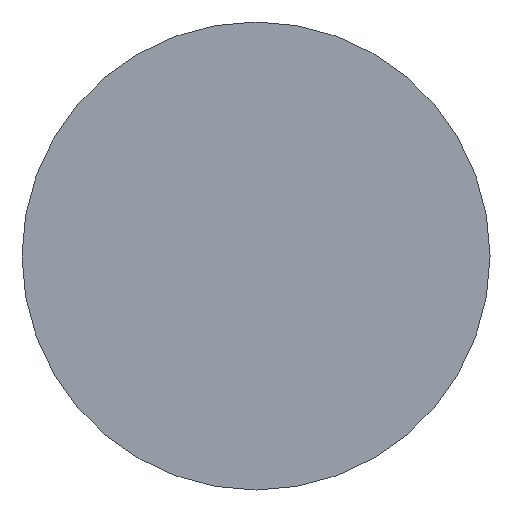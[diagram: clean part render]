
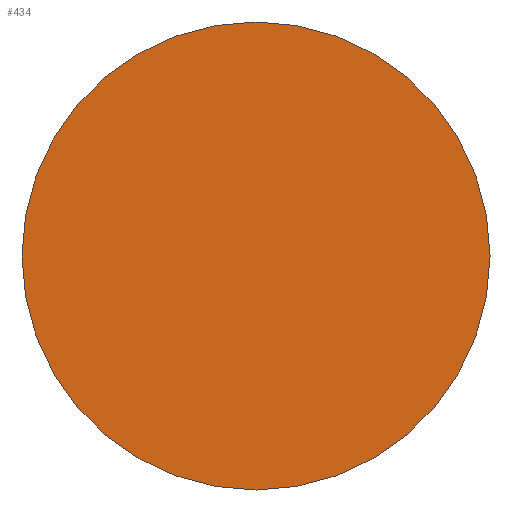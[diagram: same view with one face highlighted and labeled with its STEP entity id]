
A CAD part, front view. The second image highlights one B-rep face of the part: STEP entity #434.
In plain terms, the highlighted planar face has unit normal (0, -1, 0).
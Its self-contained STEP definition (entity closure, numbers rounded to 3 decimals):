
#1 = AXIS2_PLACEMENT_3D ( 'NONE', #595, #596, #1145 ) ;
#115 = DIRECTION ( 'NONE',  ( 1., 0., 0. ) ) ;
#151 = FACE_OUTER_BOUND ( 'NONE', #1014, .T. ) ;
#157 = VERTEX_POINT ( 'NONE', #1005 ) ;
#318 = CARTESIAN_POINT ( 'NONE',  ( 0., 0., 0. ) ) ;
#326 = CARTESIAN_POINT ( 'NONE',  ( 0., 0., -20. ) ) ;
#370 = PLANE ( 'NONE',  #781 ) ;
#422 = CIRCLE ( 'NONE', #1, 20. ) ;
#434 = ADVANCED_FACE ( 'NONE', ( #151 ), #370, .T. ) ;
#464 = CARTESIAN_POINT ( 'NONE',  ( -20.24, 0., -20.24 ) ) ;
#466 = EDGE_CURVE ( 'NONE', #693, #157, #422, .T. ) ;
#484 = DIRECTION ( 'NONE',  ( 0., -1., 0. ) ) ;
#595 = CARTESIAN_POINT ( 'NONE',  ( 0., 0., 0. ) ) ;
#596 = DIRECTION ( 'NONE',  ( 0., -1., 0. ) ) ;
#693 = VERTEX_POINT ( 'NONE', #326 ) ;
#709 = ORIENTED_EDGE ( 'NONE', *, *, #840, .T. ) ;
#750 = CIRCLE ( 'NONE', #989, 20. ) ;
#781 = AXIS2_PLACEMENT_3D ( 'NONE', #464, #484, #115 ) ;
#815 = DIRECTION ( 'NONE',  ( 0., -1., 0. ) ) ;
#840 = EDGE_CURVE ( 'NONE', #157, #693, #750, .T. ) ;
#889 = DIRECTION ( 'NONE',  ( 0., 0., 1. ) ) ;
#989 = AXIS2_PLACEMENT_3D ( 'NONE', #318, #815, #889 ) ;
#1005 = CARTESIAN_POINT ( 'NONE',  ( 0., 0., 20. ) ) ;
#1014 = EDGE_LOOP ( 'NONE', ( #709, #1211 ) ) ;
#1145 = DIRECTION ( 'NONE',  ( 0., 0., 1. ) ) ;
#1211 = ORIENTED_EDGE ( 'NONE', *, *, #466, .T. ) ;
